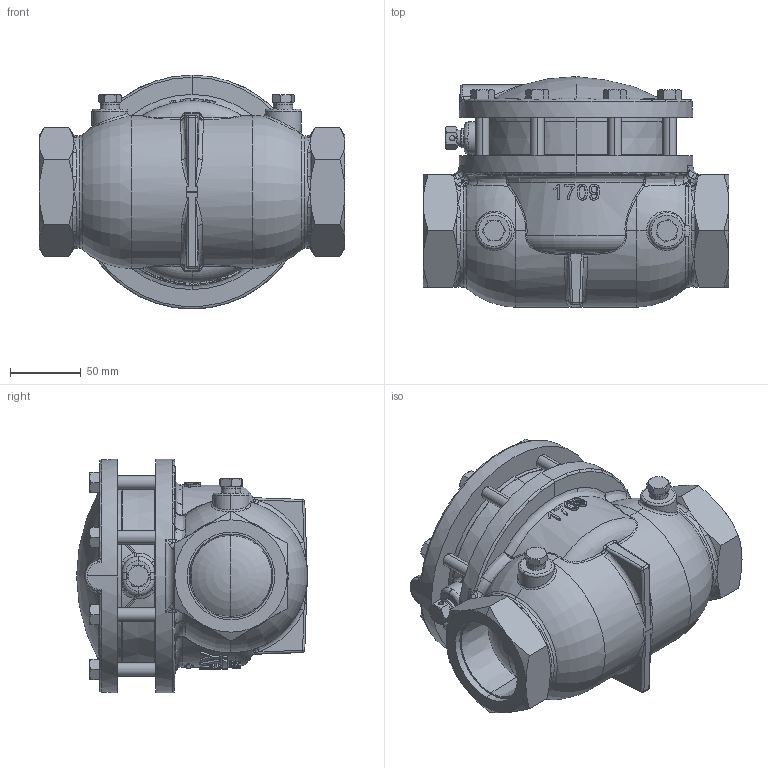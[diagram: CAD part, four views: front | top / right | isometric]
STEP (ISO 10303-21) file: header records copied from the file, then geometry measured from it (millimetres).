
FILE_DESCRIPTION (( 'STEP AP203' ), '1' );
FILE_NAME ('2 INCH 230 SMT (EUB).STEP', '2014-09-17T15:04:36', ( 'PCTech' ), ( 'Microsoft' ), 'SwSTEP 2.0', 'SolidWorks 2014', '' );
FILE_SCHEMA (( 'CONFIG_CONTROL_DESIGN' ));
Length unit declared in the file: inch
Products named in the file (1): 2 INCH 230 SMT (EUB)
Bounding box: 215.9 x 162.98 x 165.1 mm (x, y, z)
Volume: 2588810.8 mm3; surface area: 162475.7 mm2
Topology: 1 solids, 1 shells, 863 faces, 2197 edges, 1332 vertices
Faces by surface type: bspline 287, plane 261, cone 129, cylinder 121, torus 51, sphere 14
Entity records: 48361 total; most frequent: CARTESIAN_POINT 30197, ORIENTED_EDGE 4302, DIRECTION 3003, EDGE_CURVE 2151, VERTEX_POINT 1332, AXIS2_PLACEMENT_3D 1198, EDGE_LOOP 921, ADVANCED_FACE 863
